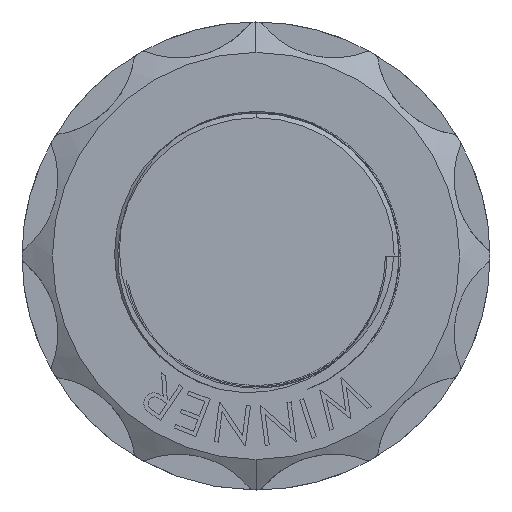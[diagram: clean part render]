
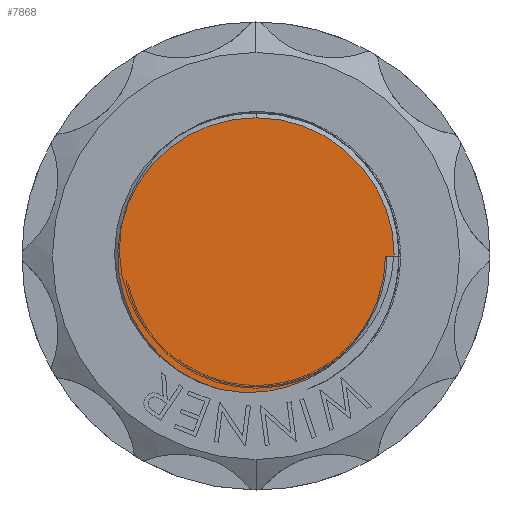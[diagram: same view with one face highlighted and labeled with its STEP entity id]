
A CAD part, left-side view. The second image highlights one B-rep face of the part: STEP entity #7868.
In plain terms, the highlighted planar face has unit normal (-1, 0, 0).
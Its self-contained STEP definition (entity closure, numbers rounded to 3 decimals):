
#765 = CARTESIAN_POINT ( 'NONE',  ( -70.42, -4.128, -7.208 ) ) ;
#1453 = CARTESIAN_POINT ( 'NONE',  ( -70.42, 0., 0. ) ) ;
#1728 = EDGE_CURVE ( 'NONE', #3876, #9722, #8810, .T. ) ;
#2120 = CARTESIAN_POINT ( 'NONE',  ( -70.42, -8.063, 0. ) ) ;
#2895 = CARTESIAN_POINT ( 'NONE',  ( -70.42, 2.24, -8.329 ) ) ;
#2994 = ORIENTED_EDGE ( 'NONE', *, *, #1728, .T. ) ;
#3185 = ORIENTED_EDGE ( 'NONE', *, *, #15381, .T. ) ;
#3369 = DIRECTION ( 'NONE',  ( 0., -1., 0. ) ) ;
#3454 = DIRECTION ( 'NONE',  ( 1., 0., 0. ) ) ;
#3697 = CARTESIAN_POINT ( 'NONE',  ( -70.42, -0.868, -8.46 ) ) ;
#3876 = VERTEX_POINT ( 'NONE', #2895 ) ;
#3918 = EDGE_CURVE ( 'NONE', #4104, #6167, #5585, .T. ) ;
#4104 = VERTEX_POINT ( 'NONE', #13226 ) ;
#4791 = CARTESIAN_POINT ( 'NONE',  ( -70.42, 0., 0. ) ) ;
#5092 = CARTESIAN_POINT ( 'NONE',  ( -70.42, -5.906, -5.678 ) ) ;
#5177 = CARTESIAN_POINT ( 'NONE',  ( -70.42, -8.063, -0.485 ) ) ;
#5297 = CARTESIAN_POINT ( 'NONE',  ( -70.42, -5.642, -5.968 ) ) ;
#5585 = CIRCLE ( 'NONE', #12664, 8.625 ) ;
#6167 = VERTEX_POINT ( 'NONE', #12130 ) ;
#6396 = DIRECTION ( 'NONE',  ( -1., 0., 0. ) ) ;
#6588 = B_SPLINE_CURVE_WITH_KNOTS ( 'NONE', 3,
 ( #17922, #15179, #12159, #12348, #10763, #13789, #18061, #9278, #5177, #2120 ),
 .UNSPECIFIED., .F., .F.,
 ( 4, 2, 2, 2, 4 ),
 ( 0., 0.001, 0.003, 0.004, 0.006 ),
 .UNSPECIFIED. ) ;
#6619 = CARTESIAN_POINT ( 'NONE',  ( -70.42, 2.24, -8.329 ) ) ;
#7868 = ADVANCED_FACE ( 'NONE', ( #17020 ), #9527, .F. ) ;
#8014 = CARTESIAN_POINT ( 'NONE',  ( -70.42, 0.7, -8.528 ) ) ;
#8141 = CARTESIAN_POINT ( 'NONE',  ( -70.42, -3.103, -7.763 ) ) ;
#8810 = B_SPLINE_CURVE_WITH_KNOTS ( 'NONE', 3,
 ( #6619, #13703, #16731, #8014, #9448, #3697, #12397, #12330, #8141, #12520, #765, #16673, #10870, #5297, #5092, #13771 ),
 .UNSPECIFIED., .F., .F.,
 ( 4, 2, 2, 2, 2, 2, 2, 4 ),
 ( 0.009, 0.01, 0.012, 0.014, 0.015, 0.016, 0.017, 0.019 ),
 .UNSPECIFIED. ) ;
#9097 = VECTOR ( 'NONE', #3369, 1000. ) ;
#9278 = CARTESIAN_POINT ( 'NONE',  ( -70.42, -8.021, -0.966 ) ) ;
#9448 = CARTESIAN_POINT ( 'NONE',  ( -70.42, 0.305, -8.532 ) ) ;
#9514 = EDGE_CURVE ( 'NONE', #15619, #4104, #12020, .T. ) ;
#9527 = PLANE ( 'NONE',  #14736 ) ;
#9722 = VERTEX_POINT ( 'NONE', #9814 ) ;
#9814 = CARTESIAN_POINT ( 'NONE',  ( -70.42, -6.15, -5.368 ) ) ;
#10253 = DIRECTION ( 'NONE',  ( 0., 0., 1. ) ) ;
#10763 = CARTESIAN_POINT ( 'NONE',  ( -70.42, -7.401, -3.299 ) ) ;
#10870 = CARTESIAN_POINT ( 'NONE',  ( -70.42, -5.072, -6.509 ) ) ;
#12015 = CARTESIAN_POINT ( 'NONE',  ( -70.42, 0., 0. ) ) ;
#12020 = LINE ( 'NONE', #12015, #9097 ) ;
#12130 = CARTESIAN_POINT ( 'NONE',  ( -70.42, 0., 8.625 ) ) ;
#12159 = CARTESIAN_POINT ( 'NONE',  ( -70.42, -6.722, -4.585 ) ) ;
#12330 = CARTESIAN_POINT ( 'NONE',  ( -70.42, -2.741, -7.919 ) ) ;
#12348 = CARTESIAN_POINT ( 'NONE',  ( -70.42, -7.198, -3.741 ) ) ;
#12397 = CARTESIAN_POINT ( 'NONE',  ( -70.42, -1.63, -8.307 ) ) ;
#12520 = CARTESIAN_POINT ( 'NONE',  ( -70.42, -3.795, -7.408 ) ) ;
#12664 = AXIS2_PLACEMENT_3D ( 'NONE', #4791, #6396, #16449 ) ;
#13226 = CARTESIAN_POINT ( 'NONE',  ( -70.42, -8.625, 0. ) ) ;
#13627 = ORIENTED_EDGE ( 'NONE', *, *, #9514, .T. ) ;
#13703 = CARTESIAN_POINT ( 'NONE',  ( -70.42, 1.86, -8.412 ) ) ;
#13771 = CARTESIAN_POINT ( 'NONE',  ( -70.42, -6.15, -5.368 ) ) ;
#13789 = CARTESIAN_POINT ( 'NONE',  ( -70.42, -7.728, -2.39 ) ) ;
#14103 = CARTESIAN_POINT ( 'NONE',  ( -70.42, -8.063, 0. ) ) ;
#14215 = DIRECTION ( 'NONE',  ( -1., 0., 0. ) ) ;
#14736 = AXIS2_PLACEMENT_3D ( 'NONE', #14932, #3454, #10253 ) ;
#14765 = EDGE_CURVE ( 'NONE', #6167, #3876, #18672, .T. ) ;
#14932 = CARTESIAN_POINT ( 'NONE',  ( -70.42, 0., 0. ) ) ;
#15179 = CARTESIAN_POINT ( 'NONE',  ( -70.42, -6.449, -4.987 ) ) ;
#15381 = EDGE_CURVE ( 'NONE', #9722, #15619, #6588, .T. ) ;
#15619 = VERTEX_POINT ( 'NONE', #14103 ) ;
#16196 = EDGE_LOOP ( 'NONE', ( #3185, #13627, #17325, #17508, #2994 ) ) ;
#16449 = DIRECTION ( 'NONE',  ( 0., 0., -1. ) ) ;
#16673 = CARTESIAN_POINT ( 'NONE',  ( -70.42, -4.766, -6.76 ) ) ;
#16731 = CARTESIAN_POINT ( 'NONE',  ( -70.42, 1.476, -8.468 ) ) ;
#17020 = FACE_OUTER_BOUND ( 'NONE', #16196, .T. ) ;
#17088 = AXIS2_PLACEMENT_3D ( 'NONE', #1453, #14215, #18549 ) ;
#17325 = ORIENTED_EDGE ( 'NONE', *, *, #3918, .T. ) ;
#17508 = ORIENTED_EDGE ( 'NONE', *, *, #14765, .T. ) ;
#17922 = CARTESIAN_POINT ( 'NONE',  ( -70.42, -6.15, -5.368 ) ) ;
#18061 = CARTESIAN_POINT ( 'NONE',  ( -70.42, -7.854, -1.919 ) ) ;
#18549 = DIRECTION ( 'NONE',  ( 0., 0., -1. ) ) ;
#18672 = CIRCLE ( 'NONE', #17088, 8.625 ) ;
